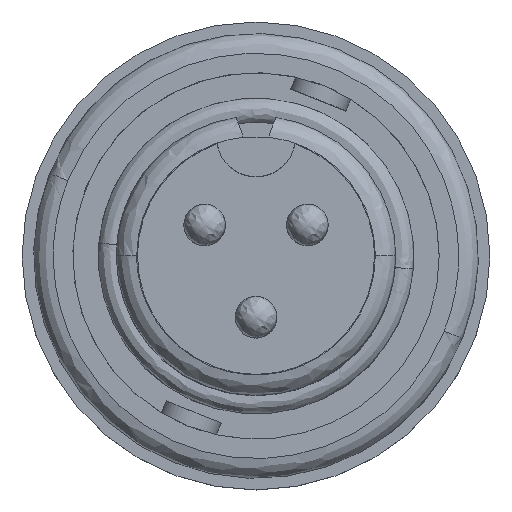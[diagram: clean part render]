
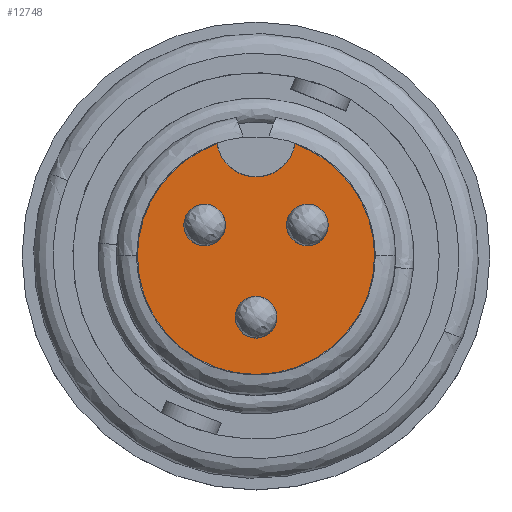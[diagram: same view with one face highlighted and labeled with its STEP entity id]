
A CAD part, top view. The second image highlights one B-rep face of the part: STEP entity #12748.
In plain terms, the highlighted planar face has unit normal (0, 0, 1).
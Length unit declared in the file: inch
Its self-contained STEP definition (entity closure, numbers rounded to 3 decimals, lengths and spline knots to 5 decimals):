
#120 = CARTESIAN_POINT ( 'NONE',  ( -0.1095, 0.047, 0.0484 ) ) ;
#273 = CARTESIAN_POINT ( 'NONE',  ( 0.0315, -0.093, 0.0484 ) ) ;
#311 = CARTESIAN_POINT ( 'NONE',  ( -0.05916, 0.17, 0.0484 ) ) ;
#342 = DIRECTION ( 'NONE',  ( -1., 0., 0. ) ) ;
#385 = DIRECTION ( 'NONE',  ( 0., 0., 1. ) ) ;
#408 = VERTEX_POINT ( 'NONE', #16025 ) ;
#490 = CARTESIAN_POINT ( 'NONE',  ( 0., 0.18, 0.0484 ) ) ;
#658 = CIRCLE ( 'NONE', #9800, 0.0315 ) ;
#762 = AXIS2_PLACEMENT_3D ( 'NONE', #15690, #8014, #14101 ) ;
#1271 = CARTESIAN_POINT ( 'NONE',  ( 0., 0., 0.0484 ) ) ;
#1457 = EDGE_CURVE ( 'NONE', #5919, #4692, #8159, .T. ) ;
#1537 = DIRECTION ( 'NONE',  ( 1., 0., 0. ) ) ;
#1555 = DIRECTION ( 'NONE',  ( 0., 0., -1. ) ) ;
#1600 = CARTESIAN_POINT ( 'NONE',  ( 0., -0.093, 0.0484 ) ) ;
#1666 = DIRECTION ( 'NONE',  ( 1., 0., 0. ) ) ;
#1690 = DIRECTION ( 'NONE',  ( 0., 0., -1. ) ) ;
#1705 = CARTESIAN_POINT ( 'NONE',  ( 0.078, 0.047, 0.0484 ) ) ;
#1793 = CARTESIAN_POINT ( 'NONE',  ( 0.0465, 0.047, 0.0484 ) ) ;
#1908 = EDGE_LOOP ( 'NONE', ( #5765, #10529, #6953, #10363 ) ) ;
#2794 = FACE_BOUND ( 'NONE', #8664, .T. ) ;
#3586 = DIRECTION ( 'NONE',  ( 1., 0., 0. ) ) ;
#3588 = DIRECTION ( 'NONE',  ( 0., 0., -1. ) ) ;
#3589 = DIRECTION ( 'NONE',  ( 1., 0., 0. ) ) ;
#3605 = CARTESIAN_POINT ( 'NONE',  ( 0., -0.093, 0.0484 ) ) ;
#3640 = DIRECTION ( 'NONE',  ( 0., 0., -1. ) ) ;
#3695 = CARTESIAN_POINT ( 'NONE',  ( -0.078, 0.047, 0.0484 ) ) ;
#3840 = AXIS2_PLACEMENT_3D ( 'NONE', #12833, #14023, #15168 ) ;
#4382 = AXIS2_PLACEMENT_3D ( 'NONE', #490, #385, #342 ) ;
#4692 = VERTEX_POINT ( 'NONE', #273 ) ;
#4697 = EDGE_LOOP ( 'NONE', ( #10301, #10288 ) ) ;
#4810 = VERTEX_POINT ( 'NONE', #311 ) ;
#5431 = DIRECTION ( 'NONE',  ( 1., 0., 0. ) ) ;
#5449 = DIRECTION ( 'NONE',  ( 0., 0., 1. ) ) ;
#5481 = CARTESIAN_POINT ( 'NONE',  ( 0., 0., 0.0484 ) ) ;
#5539 = CIRCLE ( 'NONE', #14577, 0.0315 ) ;
#5765 = ORIENTED_EDGE ( 'NONE', *, *, #15050, .T. ) ;
#5815 = VERTEX_POINT ( 'NONE', #7517 ) ;
#5919 = VERTEX_POINT ( 'NONE', #8862 ) ;
#5924 = CIRCLE ( 'NONE', #762, 0.18 ) ;
#6511 = EDGE_LOOP ( 'NONE', ( #10743, #10710 ) ) ;
#6953 = ORIENTED_EDGE ( 'NONE', *, *, #16258, .T. ) ;
#7026 = DIRECTION ( 'NONE',  ( 1., 0., 0. ) ) ;
#7517 = CARTESIAN_POINT ( 'NONE',  ( 0.05916, 0.17, 0.0484 ) ) ;
#7669 = DIRECTION ( 'NONE',  ( 1., 0., 0. ) ) ;
#7722 = DIRECTION ( 'NONE',  ( 0., 0., 1. ) ) ;
#7768 = CARTESIAN_POINT ( 'NONE',  ( 0., 0.09, 0.0484 ) ) ;
#7781 = PLANE ( 'NONE',  #15211 ) ;
#7979 = AXIS2_PLACEMENT_3D ( 'NONE', #3605, #3588, #3586 ) ;
#7994 = VERTEX_POINT ( 'NONE', #9653 ) ;
#8014 = DIRECTION ( 'NONE',  ( 0., 0., 1. ) ) ;
#8090 = CIRCLE ( 'NONE', #10944, 0.0315 ) ;
#8097 = EDGE_CURVE ( 'NONE', #14226, #14317, #5539, .T. ) ;
#8109 = CIRCLE ( 'NONE', #8289, 0.18 ) ;
#8159 = CIRCLE ( 'NONE', #7979, 0.0315 ) ;
#8289 = AXIS2_PLACEMENT_3D ( 'NONE', #1271, #10771, #7026 ) ;
#8407 = AXIS2_PLACEMENT_3D ( 'NONE', #5481, #5449, #5431 ) ;
#8664 = EDGE_LOOP ( 'NONE', ( #10696, #10642 ) ) ;
#8862 = CARTESIAN_POINT ( 'NONE',  ( -0.0315, -0.093, 0.0484 ) ) ;
#9101 = DIRECTION ( 'NONE',  ( 1., 0., 0. ) ) ;
#9102 = DIRECTION ( 'NONE',  ( 0., 0., -1. ) ) ;
#9122 = CARTESIAN_POINT ( 'NONE',  ( -0.078, 0.047, 0.0484 ) ) ;
#9653 = CARTESIAN_POINT ( 'NONE',  ( 0.18, 0., 0.0484 ) ) ;
#9659 = AXIS2_PLACEMENT_3D ( 'NONE', #1705, #1690, #1666 ) ;
#9790 = VERTEX_POINT ( 'NONE', #11725 ) ;
#9800 = AXIS2_PLACEMENT_3D ( 'NONE', #1600, #1555, #1537 ) ;
#10021 = CARTESIAN_POINT ( 'NONE',  ( -0.0465, 0.047, 0.0484 ) ) ;
#10288 = ORIENTED_EDGE ( 'NONE', *, *, #8097, .T. ) ;
#10301 = ORIENTED_EDGE ( 'NONE', *, *, #15633, .T. ) ;
#10363 = ORIENTED_EDGE ( 'NONE', *, *, #14070, .F. ) ;
#10529 = ORIENTED_EDGE ( 'NONE', *, *, #11898, .T. ) ;
#10642 = ORIENTED_EDGE ( 'NONE', *, *, #1457, .T. ) ;
#10696 = ORIENTED_EDGE ( 'NONE', *, *, #15302, .T. ) ;
#10710 = ORIENTED_EDGE ( 'NONE', *, *, #13805, .T. ) ;
#10743 = ORIENTED_EDGE ( 'NONE', *, *, #15294, .T. ) ;
#10771 = DIRECTION ( 'NONE',  ( 0., 0., 1. ) ) ;
#10944 = AXIS2_PLACEMENT_3D ( 'NONE', #3695, #3640, #3589 ) ;
#11725 = CARTESIAN_POINT ( 'NONE',  ( -0.18, 0., 0.0484 ) ) ;
#11898 = EDGE_CURVE ( 'NONE', #9790, #7994, #5924, .T. ) ;
#12073 = CIRCLE ( 'NONE', #9659, 0.0315 ) ;
#12748 = ADVANCED_FACE ( 'NONE', ( #15172, #2794, #15952, #16351 ), #7781, .T. ) ;
#12833 = CARTESIAN_POINT ( 'NONE',  ( 0.078, 0.047, 0.0484 ) ) ;
#13805 = EDGE_CURVE ( 'NONE', #15311, #408, #16107, .T. ) ;
#14023 = DIRECTION ( 'NONE',  ( 0., 0., -1. ) ) ;
#14070 = EDGE_CURVE ( 'NONE', #4810, #5815, #14523, .T. ) ;
#14101 = DIRECTION ( 'NONE',  ( 1., 0., 0. ) ) ;
#14226 = VERTEX_POINT ( 'NONE', #120 ) ;
#14317 = VERTEX_POINT ( 'NONE', #10021 ) ;
#14523 = CIRCLE ( 'NONE', #4382, 0.06 ) ;
#14577 = AXIS2_PLACEMENT_3D ( 'NONE', #9122, #9102, #9101 ) ;
#15050 = EDGE_CURVE ( 'NONE', #4810, #9790, #15113, .T. ) ;
#15113 = CIRCLE ( 'NONE', #8407, 0.18 ) ;
#15168 = DIRECTION ( 'NONE',  ( 1., 0., 0. ) ) ;
#15172 = FACE_BOUND ( 'NONE', #6511, .T. ) ;
#15211 = AXIS2_PLACEMENT_3D ( 'NONE', #7768, #7722, #7669 ) ;
#15294 = EDGE_CURVE ( 'NONE', #408, #15311, #12073, .T. ) ;
#15302 = EDGE_CURVE ( 'NONE', #4692, #5919, #658, .T. ) ;
#15311 = VERTEX_POINT ( 'NONE', #1793 ) ;
#15633 = EDGE_CURVE ( 'NONE', #14317, #14226, #8090, .T. ) ;
#15690 = CARTESIAN_POINT ( 'NONE',  ( 0., 0., 0.0484 ) ) ;
#15952 = FACE_OUTER_BOUND ( 'NONE', #1908, .T. ) ;
#16025 = CARTESIAN_POINT ( 'NONE',  ( 0.1095, 0.047, 0.0484 ) ) ;
#16107 = CIRCLE ( 'NONE', #3840, 0.0315 ) ;
#16258 = EDGE_CURVE ( 'NONE', #7994, #5815, #8109, .T. ) ;
#16351 = FACE_BOUND ( 'NONE', #4697, .T. ) ;
